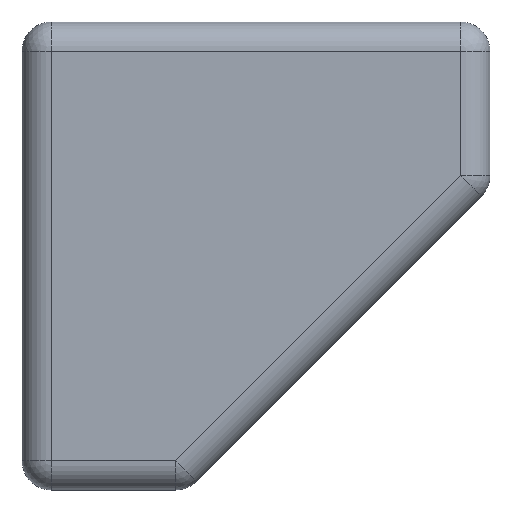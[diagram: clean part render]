
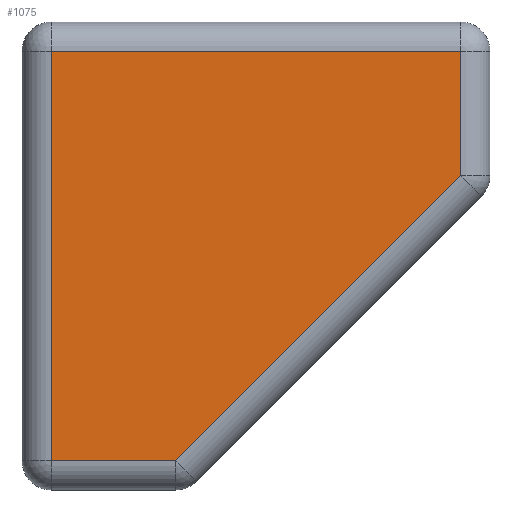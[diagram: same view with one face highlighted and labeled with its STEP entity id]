
A CAD part, top view. The second image highlights one B-rep face of the part: STEP entity #1075.
In plain terms, the highlighted planar face has unit normal (0, 0, 1).
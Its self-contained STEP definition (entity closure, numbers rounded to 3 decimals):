
#84=LINE('',#1805,#182);
#90=LINE('',#1834,#188);
#92=LINE('',#1837,#190);
#94=LINE('',#1840,#192);
#96=LINE('',#1843,#194);
#182=VECTOR('',#1378,10.);
#188=VECTOR('',#1410,10.);
#190=VECTOR('',#1414,10.);
#192=VECTOR('',#1418,10.);
#194=VECTOR('',#1422,10.);
#267=PLANE('',#1206);
#322=FACE_OUTER_BOUND('',#386,.T.);
#386=EDGE_LOOP('',(#893,#894,#895,#896,#897));
#504=VERTEX_POINT('',#1767);
#509=VERTEX_POINT('',#1780);
#514=VERTEX_POINT('',#1793);
#519=VERTEX_POINT('',#1809);
#524=VERTEX_POINT('',#1822);
#635=EDGE_CURVE('',#504,#514,#84,.T.);
#649=EDGE_CURVE('',#514,#524,#90,.T.);
#651=EDGE_CURVE('',#524,#519,#92,.T.);
#653=EDGE_CURVE('',#519,#509,#94,.T.);
#655=EDGE_CURVE('',#509,#504,#96,.T.);
#893=ORIENTED_EDGE('',*,*,#635,.F.);
#894=ORIENTED_EDGE('',*,*,#655,.F.);
#895=ORIENTED_EDGE('',*,*,#653,.F.);
#896=ORIENTED_EDGE('',*,*,#651,.F.);
#897=ORIENTED_EDGE('',*,*,#649,.F.);
#1075=ADVANCED_FACE('',(#322),#267,.T.);
#1206=AXIS2_PLACEMENT_3D('',#1879,#1448,#1449);
#1378=DIRECTION('',(-1.,0.,0.));
#1410=DIRECTION('',(0.,1.,0.));
#1414=DIRECTION('',(1.,0.,0.));
#1418=DIRECTION('',(0.,-1.,0.));
#1422=DIRECTION('',(-0.707,-0.707,0.));
#1448=DIRECTION('center_axis',(0.,0.,
1.));
#1449=DIRECTION('ref_axis',(0.,1.,0.));
#1767=CARTESIAN_POINT('',(-6.866,-17.5,4.));
#1780=CARTESIAN_POINT('',(17.5,6.866,4.));
#1793=CARTESIAN_POINT('',(-17.5,-17.5,4.));
#1805=CARTESIAN_POINT('',(-11.521,-17.5,4.));
#1809=CARTESIAN_POINT('',(17.5,17.5,4.));
#1822=CARTESIAN_POINT('',(-17.5,17.5,4.));
#1834=CARTESIAN_POINT('',(-17.5,11.521,4.));
#1837=CARTESIAN_POINT('',(8.479,17.5,4.));
#1840=CARTESIAN_POINT('',(17.5,4.436,4.));
#1843=CARTESIAN_POINT('',(-1.14,-11.775,4.));
#1879=CARTESIAN_POINT('Origin',(-3.043,3.043,4.));
